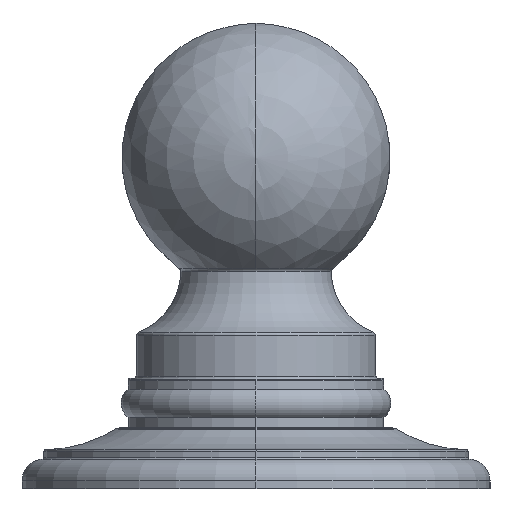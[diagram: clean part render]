
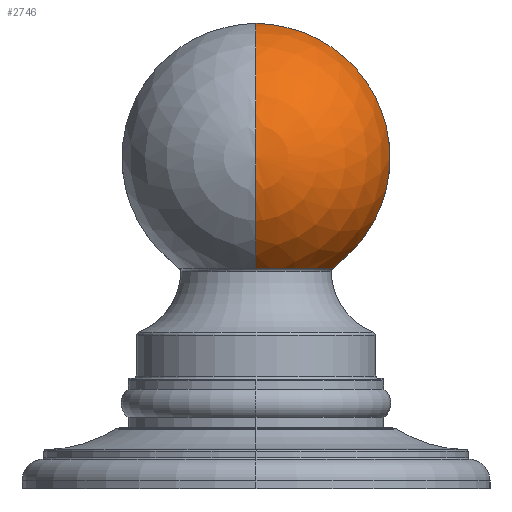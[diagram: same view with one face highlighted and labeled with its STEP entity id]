
A CAD part, left-side view. The second image highlights one B-rep face of the part: STEP entity #2746.
In plain terms, the highlighted spherical face has radius 21.971 mm.
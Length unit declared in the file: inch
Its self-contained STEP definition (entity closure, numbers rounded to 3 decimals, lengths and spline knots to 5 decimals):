
#350=CARTESIAN_POINT('',(-21.,0.,1.40982));
#351=DIRECTION('',(0.,0.,1.));
#352=DIRECTION('',(-1.,0.,0.));
#353=AXIS2_PLACEMENT_3D('',#350,#351,#352);
#365=CARTESIAN_POINT('',(-20.50591,0.,2.12257));
#366=DIRECTION('',(1.,0.,0.));
#367=DIRECTION('',(0.,0.,1.));
#368=AXIS2_PLACEMENT_3D('',#365,#366,#367);
#370=CARTESIAN_POINT('',(-20.50591,0.,2.12257));
#371=DIRECTION('',(1.,0.,0.));
#372=DIRECTION('',(0.,-1.,0.));
#373=AXIS2_PLACEMENT_3D('',#370,#371,#372);
#375=CARTESIAN_POINT('',(-21.,0.,2.12257));
#376=DIRECTION('',(0.,-1.,0.));
#377=DIRECTION('',(0.567,0.,-0.824));
#378=AXIS2_PLACEMENT_3D('',#375,#376,#377);
#380=CARTESIAN_POINT('',(-21.,0.,2.12257));
#381=DIRECTION('',(0.,-1.,0.));
#382=DIRECTION('',(-1.,0.,0.));
#383=AXIS2_PLACEMENT_3D('',#380,#381,#382);
#385=CARTESIAN_POINT('',(-21.,0.,2.12257));
#386=DIRECTION('',(0.,1.,0.));
#387=DIRECTION('',(-1.,0.,0.));
#388=AXIS2_PLACEMENT_3D('',#385,#386,#387);
#1898=CARTESIAN_POINT('',(-20.5099,0.,1.40982));
#1900=VERTEX_POINT('',#1898);
#1902=CARTESIAN_POINT('',(-21.4901,0.,1.40982));
#1903=VERTEX_POINT('',#1902);
#1904=CARTESIAN_POINT('',(-21.865,0.,2.12257));
#1905=VERTEX_POINT('',#1904);
#1939=CARTESIAN_POINT('',(-20.50591,0.,2.83257));
#1941=VERTEX_POINT('',#1939);
#1942=CARTESIAN_POINT('',(-20.50591,0.,1.41257));
#1943=VERTEX_POINT('',#1942);
#1944=CARTESIAN_POINT('',(-20.50591,-0.71,2.12257));
#1945=VERTEX_POINT('',#1944);
#2728=CARTESIAN_POINT('',(-21.,0.,2.12257));
#2729=DIRECTION('',(-1.,0.,0.));
#2730=DIRECTION('',(0.,0.,-1.));
#2731=AXIS2_PLACEMENT_3D('',#2728,#2729,#2730);
#2732=SPHERICAL_SURFACE('',#2731,0.865);
#2734=ORIENTED_EDGE('',*,*,#2733,.T.);
#2736=ORIENTED_EDGE('',*,*,#2735,.T.);
#2738=ORIENTED_EDGE('',*,*,#2737,.F.);
#2739=ORIENTED_EDGE('',*,*,#2715,.F.);
#2741=ORIENTED_EDGE('',*,*,#2740,.F.);
#2743=ORIENTED_EDGE('',*,*,#2742,.T.);
#2744=EDGE_LOOP('',(#2734,#2736,#2738,#2739,#2741,#2743));
#2745=FACE_OUTER_BOUND('',#2744,.F.);
#2746=ADVANCED_FACE('',(#2745),#2732,.T.);
#354=CIRCLE('',#353,0.4901);
#369=CIRCLE('',#368,0.71);
#374=CIRCLE('',#373,0.71);
#379=CIRCLE('',#378,0.865);
#384=CIRCLE('',#383,0.865);
#389=CIRCLE('',#388,0.865);
#2715=EDGE_CURVE('',#1903,#1900,#354,.T.);
#2733=EDGE_CURVE('',#1941,#1945,#369,.T.);
#2735=EDGE_CURVE('',#1945,#1943,#374,.T.);
#2737=EDGE_CURVE('',#1900,#1943,#379,.T.);
#2740=EDGE_CURVE('',#1905,#1903,#384,.T.);
#2742=EDGE_CURVE('',#1905,#1941,#389,.T.);
